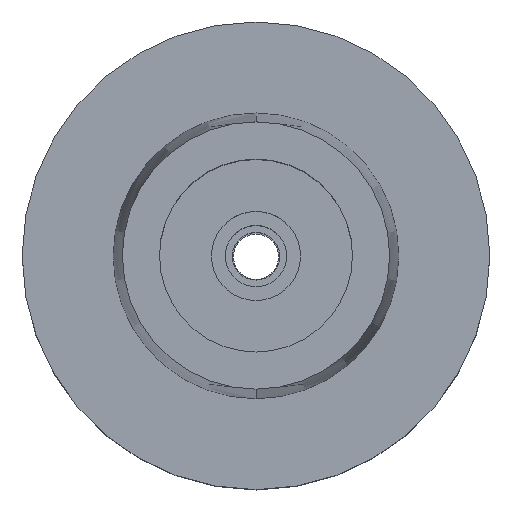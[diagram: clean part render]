
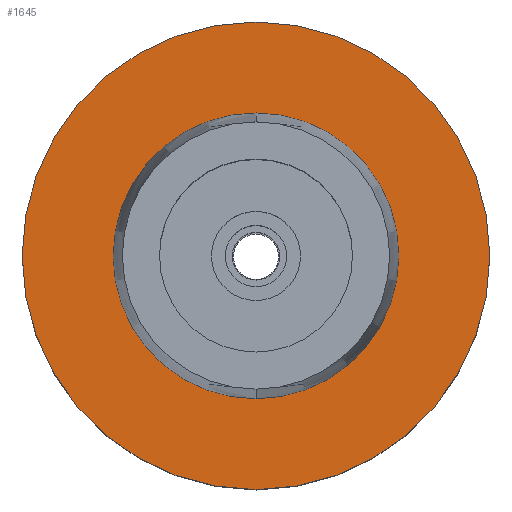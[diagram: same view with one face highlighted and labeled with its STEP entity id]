
A CAD part, top view. The second image highlights one B-rep face of the part: STEP entity #1645.
In plain terms, the highlighted planar face has unit normal (0, 0, 1).
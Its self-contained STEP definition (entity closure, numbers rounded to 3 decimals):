
#3 = EDGE_CURVE ( 'NONE', #1473, #2126, #937, .T. ) ;
#78 = VERTEX_POINT ( 'NONE', #1140 ) ;
#82 = DIRECTION ( 'NONE',  ( 0., -1., 0. ) ) ;
#163 = DIRECTION ( 'NONE',  ( 0., 0., -1. ) ) ;
#197 = DIRECTION ( 'NONE',  ( 0., 0., -1. ) ) ;
#302 = CARTESIAN_POINT ( 'NONE',  ( 0., 0., 0. ) ) ;
#310 = CIRCLE ( 'NONE', #2045, 31.5 ) ;
#540 = CARTESIAN_POINT ( 'NONE',  ( 0., 0., 0. ) ) ;
#601 = ORIENTED_EDGE ( 'NONE', *, *, #3, .F. ) ;
#714 = DIRECTION ( 'NONE',  ( 0., 0., -1. ) ) ;
#750 = CIRCLE ( 'NONE', #1003, 31.5 ) ;
#754 = ORIENTED_EDGE ( 'NONE', *, *, #2082, .F. ) ;
#757 = CARTESIAN_POINT ( 'NONE',  ( 0., 19.25, 0. ) ) ;
#874 = VERTEX_POINT ( 'NONE', #1847 ) ;
#926 = DIRECTION ( 'NONE',  ( 0., 0., 1. ) ) ;
#937 = CIRCLE ( 'NONE', #1803, 19.25 ) ;
#944 = CARTESIAN_POINT ( 'NONE',  ( 0., 0., 0. ) ) ;
#983 = EDGE_CURVE ( 'NONE', #874, #78, #750, .T. ) ;
#1003 = AXIS2_PLACEMENT_3D ( 'NONE', #2067, #197, #1944 ) ;
#1140 = CARTESIAN_POINT ( 'NONE',  ( 0., 31.5, 0. ) ) ;
#1143 = FACE_OUTER_BOUND ( 'NONE', #2651, .T. ) ;
#1268 = EDGE_LOOP ( 'NONE', ( #601, #754 ) ) ;
#1335 = CARTESIAN_POINT ( 'NONE',  ( 0., 0., 0. ) ) ;
#1435 = AXIS2_PLACEMENT_3D ( 'NONE', #540, #163, #1826 ) ;
#1473 = VERTEX_POINT ( 'NONE', #757 ) ;
#1612 = EDGE_CURVE ( 'NONE', #78, #874, #310, .T. ) ;
#1628 = ORIENTED_EDGE ( 'NONE', *, *, #983, .F. ) ;
#1645 = ADVANCED_FACE ( 'NONE', ( #1143, #1775 ), #2605, .F. ) ;
#1775 = FACE_BOUND ( 'NONE', #1268, .T. ) ;
#1803 = AXIS2_PLACEMENT_3D ( 'NONE', #944, #2204, #2364 ) ;
#1826 = DIRECTION ( 'NONE',  ( 0., -1., 0. ) ) ;
#1847 = CARTESIAN_POINT ( 'NONE',  ( 0., -31.5, 0. ) ) ;
#1944 = DIRECTION ( 'NONE',  ( 0., -1., 0. ) ) ;
#2045 = AXIS2_PLACEMENT_3D ( 'NONE', #302, #714, #2562 ) ;
#2067 = CARTESIAN_POINT ( 'NONE',  ( 0., 0., 0. ) ) ;
#2082 = EDGE_CURVE ( 'NONE', #2126, #1473, #2303, .T. ) ;
#2126 = VERTEX_POINT ( 'NONE', #2495 ) ;
#2179 = AXIS2_PLACEMENT_3D ( 'NONE', #1335, #926, #82 ) ;
#2204 = DIRECTION ( 'NONE',  ( 0., 0., 1. ) ) ;
#2303 = CIRCLE ( 'NONE', #2179, 19.25 ) ;
#2364 = DIRECTION ( 'NONE',  ( 0., 1., 0. ) ) ;
#2495 = CARTESIAN_POINT ( 'NONE',  ( 0., -19.25, 0. ) ) ;
#2562 = DIRECTION ( 'NONE',  ( 0., 1., 0. ) ) ;
#2605 = PLANE ( 'NONE',  #1435 ) ;
#2621 = ORIENTED_EDGE ( 'NONE', *, *, #1612, .F. ) ;
#2651 = EDGE_LOOP ( 'NONE', ( #2621, #1628 ) ) ;
